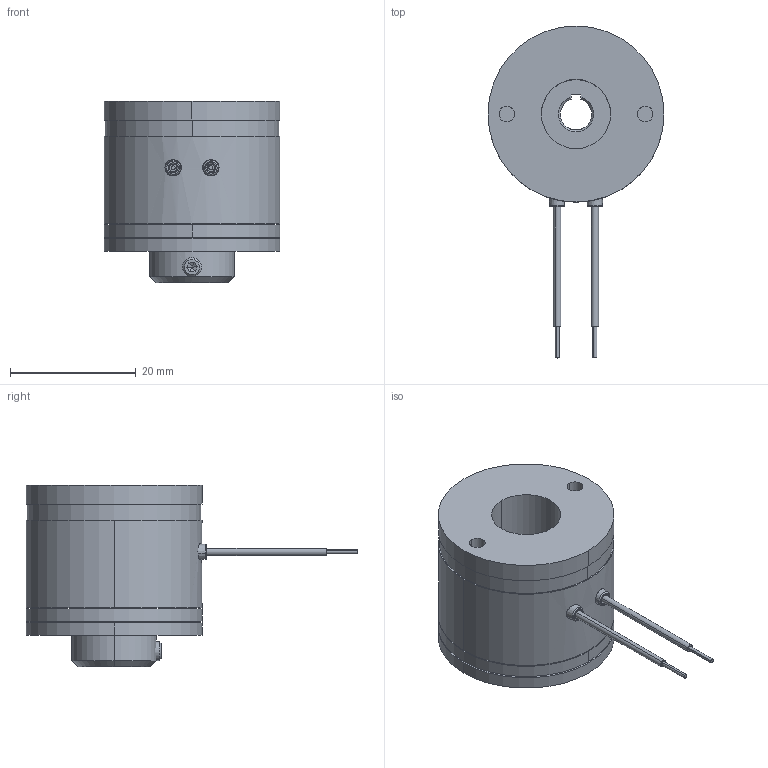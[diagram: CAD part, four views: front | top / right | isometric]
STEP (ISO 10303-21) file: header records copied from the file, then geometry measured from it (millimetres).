
FILE_DESCRIPTION (( 'STEP AP214' ), '1' );
FILE_NAME ('dr_bk_01P1-330_mu.STEP', '2021-11-30T12:52:11', ( '' ), ( '' ), 'SwSTEP 2.0', 'SolidWorks 2019', '' );
FILE_SCHEMA (( 'AUTOMOTIVE_DESIGN' ));
Length unit declared in the file: millimetre
Products named in the file (11): dr_bk_01P1-330_mu; 10068954_000; 10069435_000; 10068721_000; 10068718_000_Einbaul„nge 1,35mm; 10069434_000; 10068718_000_Einbaul„nge 1,4mm; 10068722_000; 10069006_000; 10069004_000; 10069436_000_M 3 x 5
Assembly tree (15 placements, depth 4):
  dr_bk_01P1-330_mu
    10068954_000
    10069434_000
      10069435_000
      10069004_000
        10069006_000
        10068721_000
        10068722_000  x2
        10068718_000_Einbaul„nge 1,35mm  x2
      10068718_000_Einbaul„nge 1,4mm  x2
      10068722_000  x2
      10069436_000_M 3 x 5
Bounding box: 28 x 52.8 x 28.9 mm (x, y, z)
Volume: 12897.6 mm3; surface area: 7946.6 mm2
Topology: 15 solids, 15 shells, 256 faces, 560 edges, 343 vertices
Faces by surface type: cylinder 119, cone 62, plane 51, torus 16, sphere 8
Entity records: 7154 total; most frequent: CARTESIAN_POINT 1329, DIRECTION 1086, ORIENTED_EDGE 868, AXIS2_PLACEMENT_3D 456, EDGE_CURVE 434, VERTEX_POINT 271, EDGE_LOOP 253, CIRCLE 236
